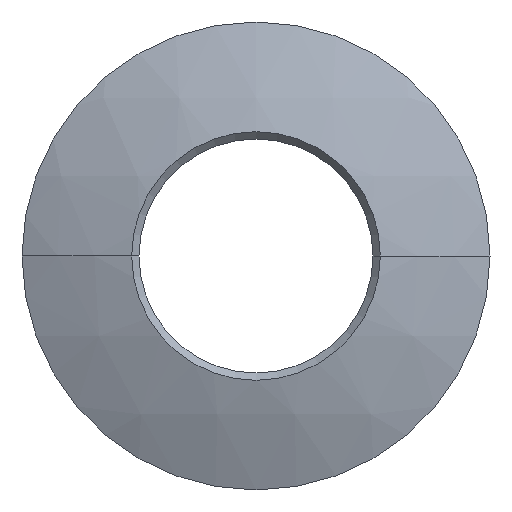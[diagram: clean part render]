
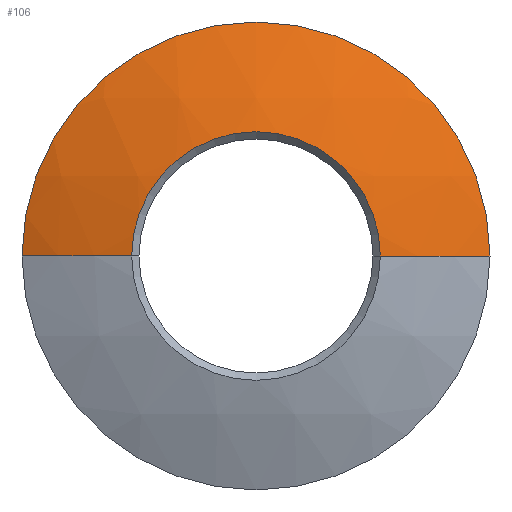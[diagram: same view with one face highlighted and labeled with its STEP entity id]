
A CAD part, front view. The second image highlights one B-rep face of the part: STEP entity #106.
In plain terms, the highlighted spherical face has radius 40 mm.
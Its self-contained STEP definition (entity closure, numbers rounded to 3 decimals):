
#57 = EDGE_CURVE ( 'NONE', #378, #308, #546, .T. ) ;
#70 = ORIENTED_EDGE ( 'NONE', *, *, #331, .T. ) ;
#73 = ORIENTED_EDGE ( 'NONE', *, *, #85, .F. ) ;
#84 = ORIENTED_EDGE ( 'NONE', *, *, #57, .F. ) ;
#85 = EDGE_CURVE ( 'NONE', #305, #378, #582, .T. ) ;
#92 = EDGE_CURVE ( 'NONE', #329, #308, #578, .T. ) ;
#93 = ORIENTED_EDGE ( 'NONE', *, *, #92, .T. ) ;
#106 = ADVANCED_FACE ( 'NONE', ( #434 ), #423, .T. ) ;
#107 = EDGE_LOOP ( 'NONE', ( #70, #93, #84, #73 ) ) ;
#305 = VERTEX_POINT ( 'NONE', #890 ) ;
#308 = VERTEX_POINT ( 'NONE', #1001 ) ;
#329 = VERTEX_POINT ( 'NONE', #1031 ) ;
#331 = EDGE_CURVE ( 'NONE', #305, #329, #1014, .T. ) ;
#378 = VERTEX_POINT ( 'NONE', #995 ) ;
#423 = SPHERICAL_SURFACE ( 'NONE', #498, 40. ) ;
#434 = FACE_OUTER_BOUND ( 'NONE', #107, .T. ) ;
#443 = DIRECTION ( 'NONE',  ( 1., 0., 0. ) ) ;
#444 = DIRECTION ( 'NONE',  ( 0., 0., 1. ) ) ;
#445 = CARTESIAN_POINT ( 'NONE',  ( 0., 39.086, 0. ) ) ;
#469 = DIRECTION ( 'NONE',  ( 1., 0., 0. ) ) ;
#470 = DIRECTION ( 'NONE',  ( 0., 0., 1. ) ) ;
#497 = CARTESIAN_POINT ( 'NONE',  ( 0., 39.086, 0. ) ) ;
#498 = AXIS2_PLACEMENT_3D ( 'NONE', #497, #470, #469 ) ;
#543 = CARTESIAN_POINT ( 'NONE',  ( 0., 0., 0. ) ) ;
#546 = CIRCLE ( 'NONE', #551, 8.5 ) ;
#551 = AXIS2_PLACEMENT_3D ( 'NONE', #543, #645, #644 ) ;
#566 = AXIS2_PLACEMENT_3D ( 'NONE', #445, #444, #443 ) ;
#567 = DIRECTION ( 'NONE',  ( -1., 0., 0. ) ) ;
#568 = DIRECTION ( 'NONE',  ( 0., 0., -1. ) ) ;
#577 = AXIS2_PLACEMENT_3D ( 'NONE', #587, #568, #567 ) ;
#578 = CIRCLE ( 'NONE', #566, 40. ) ;
#582 = CIRCLE ( 'NONE', #577, 40. ) ;
#587 = CARTESIAN_POINT ( 'NONE',  ( 0., 39.086, 0. ) ) ;
#644 = DIRECTION ( 'NONE',  ( 1., 0., 0. ) ) ;
#645 = DIRECTION ( 'NONE',  ( 0., -1., 0. ) ) ;
#890 = CARTESIAN_POINT ( 'NONE',  ( 16., 2.426, 0. ) ) ;
#988 = DIRECTION ( 'NONE',  ( 1., 0., 0. ) ) ;
#989 = DIRECTION ( 'NONE',  ( 0., -1., 0. ) ) ;
#990 = CARTESIAN_POINT ( 'NONE',  ( 0., 2.426, 0. ) ) ;
#991 = AXIS2_PLACEMENT_3D ( 'NONE', #990, #989, #988 ) ;
#995 = CARTESIAN_POINT ( 'NONE',  ( 8.5, 0., 0. ) ) ;
#1001 = CARTESIAN_POINT ( 'NONE',  ( -8.5, 0., 0. ) ) ;
#1014 = CIRCLE ( 'NONE', #991, 16. ) ;
#1031 = CARTESIAN_POINT ( 'NONE',  ( -16., 2.426, 0. ) ) ;
